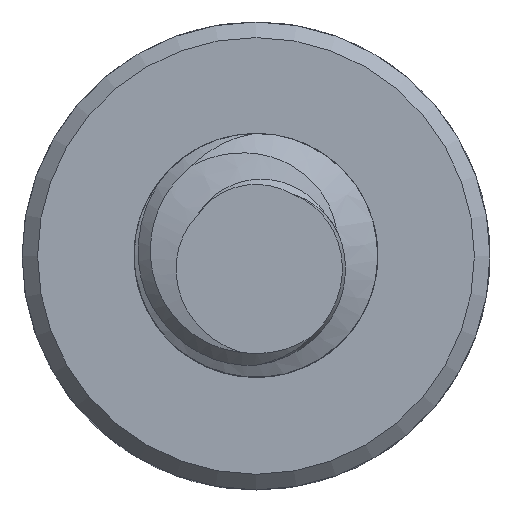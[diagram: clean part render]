
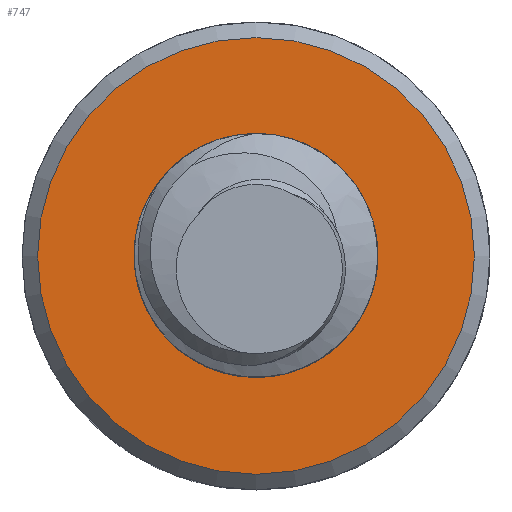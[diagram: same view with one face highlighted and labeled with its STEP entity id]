
A CAD part, top view. The second image highlights one B-rep face of the part: STEP entity #747.
In plain terms, the highlighted planar face has unit normal (0, 0, 1).
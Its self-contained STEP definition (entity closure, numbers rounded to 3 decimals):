
#24=FACE_BOUND('',#135,.T.);
#55=PLANE('',#822);
#89=FACE_OUTER_BOUND('',#134,.T.);
#134=EDGE_LOOP('',(#601));
#135=EDGE_LOOP('',(#602));
#165=CIRCLE('',#821,5.6);
#166=CIRCLE('',#823,2.5);
#340=VERTEX_POINT('',#1412);
#341=VERTEX_POINT('',#1416);
#438=EDGE_CURVE('',#340,#340,#165,.T.);
#440=EDGE_CURVE('',#341,#341,#166,.T.);
#601=ORIENTED_EDGE('',*,*,#438,.F.);
#602=ORIENTED_EDGE('',*,*,#440,.T.);
#747=ADVANCED_FACE('',(#89,#24),#55,.T.);
#821=AXIS2_PLACEMENT_3D('',#1413,#965,#966);
#822=AXIS2_PLACEMENT_3D('',#1415,#968,#969);
#823=AXIS2_PLACEMENT_3D('',#1417,#970,#971);
#965=DIRECTION('center_axis',(0.,0.,-1.));
#966=DIRECTION('ref_axis',(1.,0.,0.));
#968=DIRECTION('center_axis',(0.,0.,1.));
#969=DIRECTION('ref_axis',(1.,0.,0.));
#970=DIRECTION('center_axis',(0.,0.,-1.));
#971=DIRECTION('ref_axis',(1.,0.,0.));
#1412=CARTESIAN_POINT('',(-5.6,0.,4.));
#1413=CARTESIAN_POINT('Origin',(0.,0.,4.));
#1415=CARTESIAN_POINT('Origin',(0.,0.,4.));
#1416=CARTESIAN_POINT('',(-2.5,0.,4.));
#1417=CARTESIAN_POINT('Origin',(0.,0.,4.));
